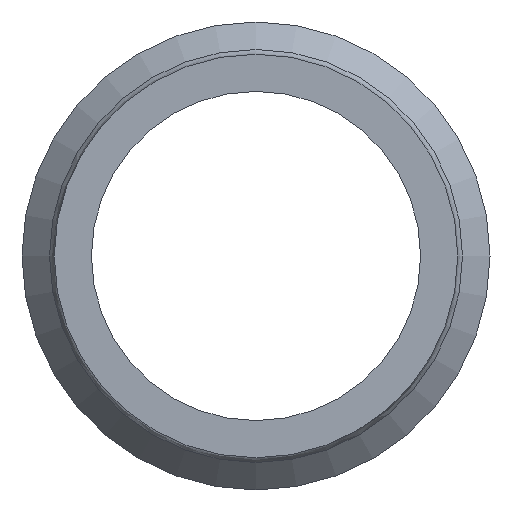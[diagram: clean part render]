
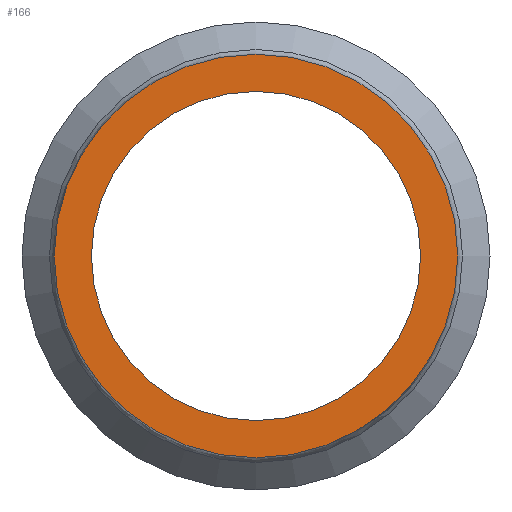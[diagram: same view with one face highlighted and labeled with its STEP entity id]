
A CAD part, left-side view. The second image highlights one B-rep face of the part: STEP entity #166.
In plain terms, the highlighted planar face has unit normal (-1, 0, 0).
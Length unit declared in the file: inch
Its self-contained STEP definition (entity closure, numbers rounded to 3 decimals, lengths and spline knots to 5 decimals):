
#4 = DIRECTION ( 'NONE',  ( 1., 0., 0. ) ) ;
#8 = EDGE_LOOP ( 'NONE', ( #351 ) ) ;
#14 = FACE_BOUND ( 'NONE', #8, .T. ) ;
#16 = PLANE ( 'NONE',  #320 ) ;
#63 = AXIS2_PLACEMENT_3D ( 'NONE', #258, #4, #392 ) ;
#80 = EDGE_CURVE ( 'NONE', #119, #119, #353, .T. ) ;
#82 = DIRECTION ( 'NONE',  ( -1., 0., 0. ) ) ;
#104 = DIRECTION ( 'NONE',  ( 0., 0., 1. ) ) ;
#114 = ORIENTED_EDGE ( 'NONE', *, *, #388, .T. ) ;
#119 = VERTEX_POINT ( 'NONE', #289 ) ;
#166 = ADVANCED_FACE ( 'NONE', ( #419, #14 ), #16, .T. ) ;
#168 = CIRCLE ( 'NONE', #383, 0.98425 ) ;
#176 = EDGE_LOOP ( 'NONE', ( #114 ) ) ;
#258 = CARTESIAN_POINT ( 'NONE',  ( 0., 0., 0. ) ) ;
#271 = DIRECTION ( 'NONE',  ( 0., 0., -1. ) ) ;
#289 = CARTESIAN_POINT ( 'NONE',  ( 0., 0., -0.80315 ) ) ;
#309 = CARTESIAN_POINT ( 'NONE',  ( 0., 0., 0. ) ) ;
#320 = AXIS2_PLACEMENT_3D ( 'NONE', #342, #356, #104 ) ;
#340 = VERTEX_POINT ( 'NONE', #410 ) ;
#342 = CARTESIAN_POINT ( 'NONE',  ( 0., 0.8937, 0. ) ) ;
#351 = ORIENTED_EDGE ( 'NONE', *, *, #80, .T. ) ;
#353 = CIRCLE ( 'NONE', #63, 0.80315 ) ;
#356 = DIRECTION ( 'NONE',  ( -1., 0., 0. ) ) ;
#383 = AXIS2_PLACEMENT_3D ( 'NONE', #309, #82, #271 ) ;
#388 = EDGE_CURVE ( 'NONE', #340, #340, #168, .T. ) ;
#392 = DIRECTION ( 'NONE',  ( 0., 0., -1. ) ) ;
#410 = CARTESIAN_POINT ( 'NONE',  ( 0., 0., -0.98425 ) ) ;
#419 = FACE_OUTER_BOUND ( 'NONE', #176, .T. ) ;
